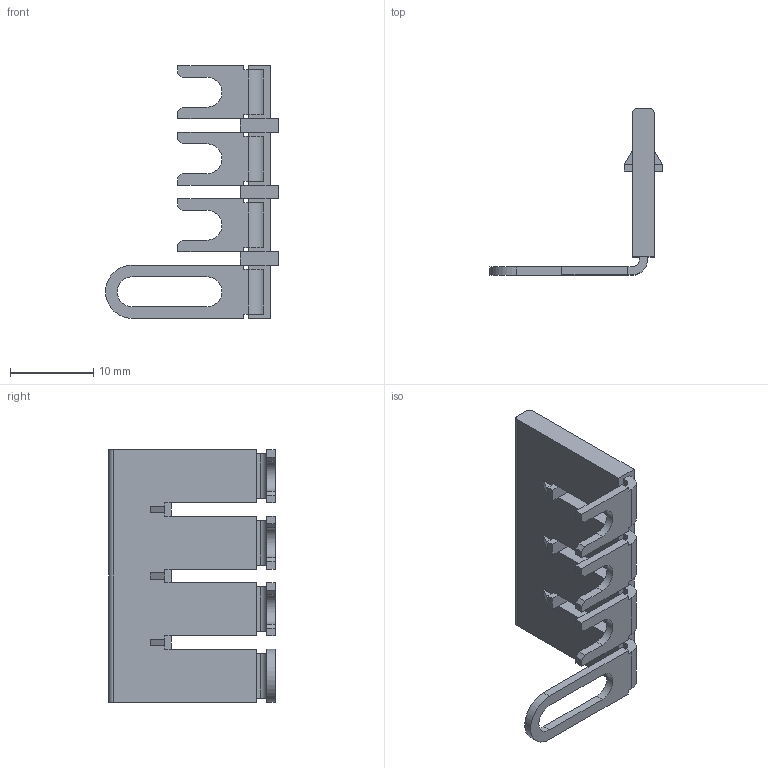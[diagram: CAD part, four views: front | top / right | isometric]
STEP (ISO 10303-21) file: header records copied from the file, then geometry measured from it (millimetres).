
FILE_DESCRIPTION((''),'2;1');
FILE_NAME('SCB_6-PO-4_SB204__ASM','2022-09-22T12:06:23',('klemen.sitar'),('Audax d.o.o.'),'CREO PARAMETRIC BY PTC INC, 2021304','CREO PARAMETRIC BY PTC INC, 2021304','');
FILE_SCHEMA(('AP242_MANAGED_MODEL_BASED_3D_ENGINEERING_MIM_LF { 1 0 10303 442 1 1 4 }'));
Length unit declared in the file: millimetre
Products named in the file (3): SCB_6-PO-4-47860; PRT0001; SCB_6-PO-4_SB204__ASM
Assembly tree (2 placements, depth 2):
  SCB_6-PO-4_SB204__ASM
    SCB_6-PO-4-47860
    PRT0001
Bounding box: 20.8 x 20 x 30.4 mm (x, y, z)
Volume: 1509.8 mm3; surface area: 3758.8 mm2
Topology: 5 solids, 5 shells, 166 faces, 432 edges, 280 vertices
Faces by surface type: plane 150, cylinder 16
Entity records: 7919 total; most frequent: CARTESIAN_POINT 893, ORIENTED_EDGE 864, DIRECTION 812, PRESENTATION_STYLE_ASSIGNMENT 607, STYLED_ITEM 607, CURVE_STYLE 436, EDGE_CURVE 432, VECTOR 400
